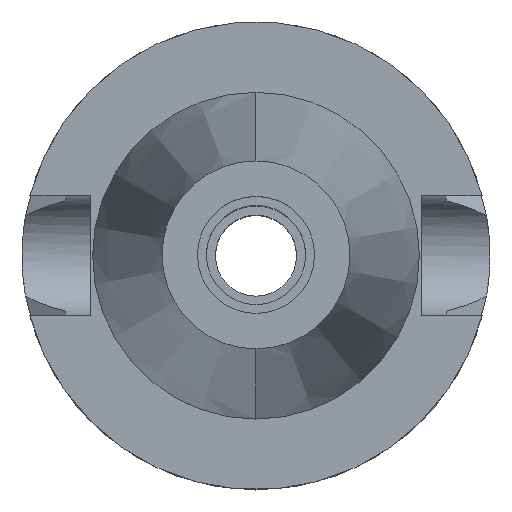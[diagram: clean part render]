
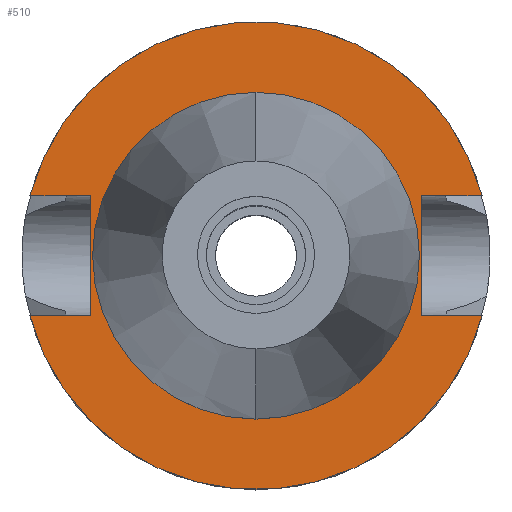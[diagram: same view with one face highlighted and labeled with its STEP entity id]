
A CAD part, top view. The second image highlights one B-rep face of the part: STEP entity #510.
In plain terms, the highlighted planar face has unit normal (0, 0, 1).
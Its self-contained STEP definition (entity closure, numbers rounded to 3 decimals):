
#36 = ORIENTED_EDGE ( 'NONE', *, *, #2274, .F. ) ;
#56 = ORIENTED_EDGE ( 'NONE', *, *, #1434, .F. ) ;
#108 = FACE_OUTER_BOUND ( 'NONE', #2360, .T. ) ;
#195 = CARTESIAN_POINT ( 'NONE',  ( -35.4, -12.85, -1.5 ) ) ;
#200 = CIRCLE ( 'NONE', #459, 34.925 ) ;
#214 = ORIENTED_EDGE ( 'NONE', *, *, #2133, .T. ) ;
#267 = VERTEX_POINT ( 'NONE', #316 ) ;
#278 = DIRECTION ( 'NONE',  ( 0., -1., 0. ) ) ;
#281 = CARTESIAN_POINT ( 'NONE',  ( 35.4, 12.85, -1.5 ) ) ;
#316 = CARTESIAN_POINT ( 'NONE',  ( 48.321, -12.85, -1.5 ) ) ;
#321 = ORIENTED_EDGE ( 'NONE', *, *, #713, .T. ) ;
#322 = CARTESIAN_POINT ( 'NONE',  ( 0., 0., -1.5 ) ) ;
#336 = CARTESIAN_POINT ( 'NONE',  ( -35.4, 12.85, -1.5 ) ) ;
#375 = DIRECTION ( 'NONE',  ( 0., -1., 0. ) ) ;
#400 = ORIENTED_EDGE ( 'NONE', *, *, #504, .F. ) ;
#459 = AXIS2_PLACEMENT_3D ( 'NONE', #1394, #1161, #278 ) ;
#504 = EDGE_CURVE ( 'NONE', #2945, #267, #2422, .T. ) ;
#510 = ADVANCED_FACE ( 'NONE', ( #108, #1035 ), #779, .F. ) ;
#632 = DIRECTION ( 'NONE',  ( 0., 0., 1. ) ) ;
#713 = EDGE_CURVE ( 'NONE', #2459, #3015, #2446, .T. ) ;
#732 = AXIS2_PLACEMENT_3D ( 'NONE', #322, #2660, #2677 ) ;
#763 = CARTESIAN_POINT ( 'NONE',  ( 0., 34.925, -1.5 ) ) ;
#779 = PLANE ( 'NONE',  #732 ) ;
#832 = VECTOR ( 'NONE', #938, 1000. ) ;
#873 = ORIENTED_EDGE ( 'NONE', *, *, #2886, .F. ) ;
#876 = CARTESIAN_POINT ( 'NONE',  ( 35.4, 12.85, -1.5 ) ) ;
#938 = DIRECTION ( 'NONE',  ( 1., 0., 0. ) ) ;
#1035 = FACE_BOUND ( 'NONE', #2877, .T. ) ;
#1052 = EDGE_CURVE ( 'NONE', #267, #1880, #2070, .T. ) ;
#1058 = DIRECTION ( 'NONE',  ( 0., 1., 0. ) ) ;
#1140 = VECTOR ( 'NONE', #2189, 1000. ) ;
#1161 = DIRECTION ( 'NONE',  ( 0., 0., 1. ) ) ;
#1176 = AXIS2_PLACEMENT_3D ( 'NONE', #2186, #1981, #1058 ) ;
#1219 = VERTEX_POINT ( 'NONE', #763 ) ;
#1256 = CARTESIAN_POINT ( 'NONE',  ( 35.4, -12.85, -1.5 ) ) ;
#1294 = VECTOR ( 'NONE', #1443, 1000. ) ;
#1364 = ORIENTED_EDGE ( 'NONE', *, *, #2670, .F. ) ;
#1394 = CARTESIAN_POINT ( 'NONE',  ( 0., 0., -1.5 ) ) ;
#1434 = EDGE_CURVE ( 'NONE', #2478, #1549, #2163, .T. ) ;
#1443 = DIRECTION ( 'NONE',  ( -1., 0., 0. ) ) ;
#1472 = CARTESIAN_POINT ( 'NONE',  ( -35.4, -12.85, -1.5 ) ) ;
#1549 = VERTEX_POINT ( 'NONE', #336 ) ;
#1567 = VERTEX_POINT ( 'NONE', #2309 ) ;
#1577 = CARTESIAN_POINT ( 'NONE',  ( 0., 0., -1.5 ) ) ;
#1608 = DIRECTION ( 'NONE',  ( -1., 0., 0. ) ) ;
#1635 = ORIENTED_EDGE ( 'NONE', *, *, #2034, .F. ) ;
#1742 = DIRECTION ( 'NONE',  ( 1., 0., 0. ) ) ;
#1751 = DIRECTION ( 'NONE',  ( 0., -1., 0. ) ) ;
#1767 = ORIENTED_EDGE ( 'NONE', *, *, #1052, .F. ) ;
#1853 = DIRECTION ( 'NONE',  ( 0., 1., 0. ) ) ;
#1880 = VERTEX_POINT ( 'NONE', #3012 ) ;
#1921 = AXIS2_PLACEMENT_3D ( 'NONE', #2289, #632, #1853 ) ;
#1967 = LINE ( 'NONE', #1472, #1294 ) ;
#1981 = DIRECTION ( 'NONE',  ( 0., 0., -1. ) ) ;
#1995 = CARTESIAN_POINT ( 'NONE',  ( -35.4, -12.85, -1.5 ) ) ;
#2034 = EDGE_CURVE ( 'NONE', #3020, #1219, #200, .T. ) ;
#2070 = CIRCLE ( 'NONE', #2662, 50. ) ;
#2097 = CARTESIAN_POINT ( 'NONE',  ( -35.4, 12.85, -1.5 ) ) ;
#2133 = EDGE_CURVE ( 'NONE', #2478, #1880, #1967, .T. ) ;
#2163 = LINE ( 'NONE', #1995, #1140 ) ;
#2186 = CARTESIAN_POINT ( 'NONE',  ( 0., 0., -1.5 ) ) ;
#2189 = DIRECTION ( 'NONE',  ( 0., 1., 0. ) ) ;
#2200 = EDGE_CURVE ( 'NONE', #1549, #1567, #2790, .T. ) ;
#2274 = EDGE_CURVE ( 'NONE', #2459, #2945, #2990, .T. ) ;
#2289 = CARTESIAN_POINT ( 'NONE',  ( 0., 0., -1.5 ) ) ;
#2309 = CARTESIAN_POINT ( 'NONE',  ( -48.321, 12.85, -1.5 ) ) ;
#2332 = CARTESIAN_POINT ( 'NONE',  ( 48.321, 12.85, -1.5 ) ) ;
#2360 = EDGE_LOOP ( 'NONE', ( #214, #1767, #400, #36, #321, #1364, #2615, #56 ) ) ;
#2382 = CARTESIAN_POINT ( 'NONE',  ( 35.4, 12.85, -1.5 ) ) ;
#2422 = LINE ( 'NONE', #1256, #832 ) ;
#2446 = LINE ( 'NONE', #281, #2658 ) ;
#2459 = VERTEX_POINT ( 'NONE', #2382 ) ;
#2478 = VERTEX_POINT ( 'NONE', #195 ) ;
#2497 = CIRCLE ( 'NONE', #1176, 50. ) ;
#2506 = DIRECTION ( 'NONE',  ( 0., 0., -1. ) ) ;
#2508 = VECTOR ( 'NONE', #1751, 1000. ) ;
#2615 = ORIENTED_EDGE ( 'NONE', *, *, #2200, .F. ) ;
#2658 = VECTOR ( 'NONE', #1742, 1000. ) ;
#2660 = DIRECTION ( 'NONE',  ( 0., 0., -1. ) ) ;
#2662 = AXIS2_PLACEMENT_3D ( 'NONE', #1577, #2506, #375 ) ;
#2670 = EDGE_CURVE ( 'NONE', #1567, #3015, #2497, .T. ) ;
#2677 = DIRECTION ( 'NONE',  ( 0., -1., 0. ) ) ;
#2738 = CARTESIAN_POINT ( 'NONE',  ( 35.4, -12.85, -1.5 ) ) ;
#2751 = CIRCLE ( 'NONE', #1921, 34.925 ) ;
#2790 = LINE ( 'NONE', #2097, #2961 ) ;
#2877 = EDGE_LOOP ( 'NONE', ( #873, #1635 ) ) ;
#2886 = EDGE_CURVE ( 'NONE', #1219, #3020, #2751, .T. ) ;
#2945 = VERTEX_POINT ( 'NONE', #2738 ) ;
#2961 = VECTOR ( 'NONE', #1608, 1000. ) ;
#2990 = LINE ( 'NONE', #876, #2508 ) ;
#3012 = CARTESIAN_POINT ( 'NONE',  ( -48.321, -12.85, -1.5 ) ) ;
#3015 = VERTEX_POINT ( 'NONE', #2332 ) ;
#3020 = VERTEX_POINT ( 'NONE', #3067 ) ;
#3067 = CARTESIAN_POINT ( 'NONE',  ( 0., -34.925, -1.5 ) ) ;
